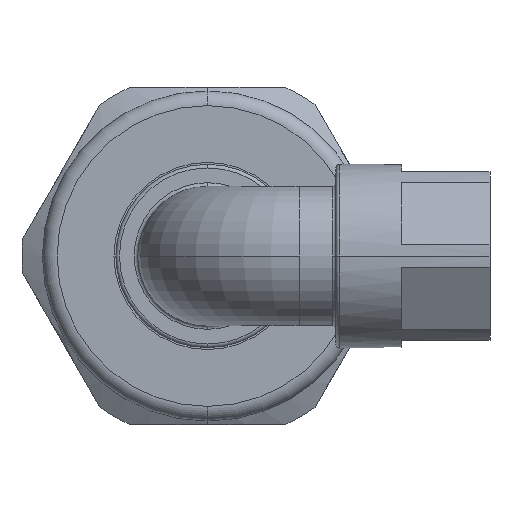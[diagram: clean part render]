
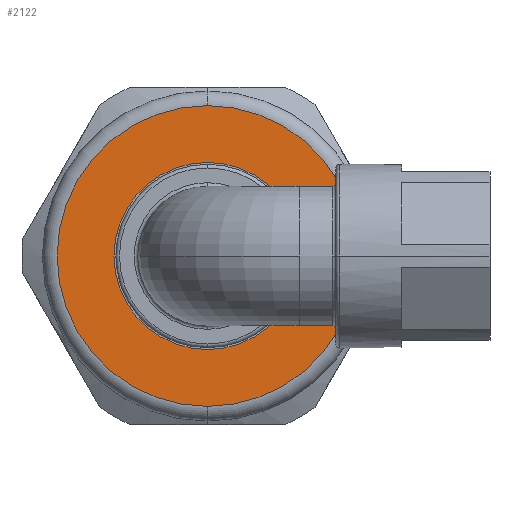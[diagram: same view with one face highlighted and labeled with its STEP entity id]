
A CAD part, left-side view. The second image highlights one B-rep face of the part: STEP entity #2122.
In plain terms, the highlighted planar face has unit normal (-1, 0, 0).
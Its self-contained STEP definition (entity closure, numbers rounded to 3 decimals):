
#26 = DIRECTION ( 'NONE',  ( -1., 0., 0. ) ) ;
#36 = CIRCLE ( 'NONE', #370, 12.75 ) ;
#153 = FACE_BOUND ( 'NONE', #530, .T. ) ;
#323 = ORIENTED_EDGE ( 'NONE', *, *, #707, .F. ) ;
#341 = EDGE_CURVE ( 'NONE', #588, #997, #2947, .T. ) ;
#370 = AXIS2_PLACEMENT_3D ( 'NONE', #2462, #1066, #2690 ) ;
#466 = DIRECTION ( 'NONE',  ( 1., 0., 0. ) ) ;
#530 = EDGE_LOOP ( 'NONE', ( #2524, #1560 ) ) ;
#562 = VERTEX_POINT ( 'NONE', #785 ) ;
#588 = VERTEX_POINT ( 'NONE', #993 ) ;
#634 = AXIS2_PLACEMENT_3D ( 'NONE', #844, #2471, #1079 ) ;
#671 = EDGE_CURVE ( 'NONE', #784, #562, #2764, .T. ) ;
#707 = EDGE_CURVE ( 'NONE', #997, #588, #1438, .T. ) ;
#784 = VERTEX_POINT ( 'NONE', #1100 ) ;
#785 = CARTESIAN_POINT ( 'NONE',  ( -6.13, 0., -12.75 ) ) ;
#844 = CARTESIAN_POINT ( 'NONE',  ( -6.13, 0., 0. ) ) ;
#993 = CARTESIAN_POINT ( 'NONE',  ( -6.13, 0., 20.5 ) ) ;
#997 = VERTEX_POINT ( 'NONE', #1392 ) ;
#1057 = CARTESIAN_POINT ( 'NONE',  ( -6.13, 0., 0. ) ) ;
#1066 = DIRECTION ( 'NONE',  ( 1., 0., 0. ) ) ;
#1079 = DIRECTION ( 'NONE',  ( 0., 0., -1. ) ) ;
#1100 = CARTESIAN_POINT ( 'NONE',  ( -6.13, 0., 12.75 ) ) ;
#1171 = ORIENTED_EDGE ( 'NONE', *, *, #341, .F. ) ;
#1310 = FACE_OUTER_BOUND ( 'NONE', #2149, .T. ) ;
#1392 = CARTESIAN_POINT ( 'NONE',  ( -6.13, 0., -20.5 ) ) ;
#1414 = DIRECTION ( 'NONE',  ( 0., 0., 1. ) ) ;
#1438 = CIRCLE ( 'NONE', #634, 20.5 ) ;
#1515 = DIRECTION ( 'NONE',  ( 0., 0., -1. ) ) ;
#1516 = AXIS2_PLACEMENT_3D ( 'NONE', #2094, #466, #1865 ) ;
#1560 = ORIENTED_EDGE ( 'NONE', *, *, #671, .T. ) ;
#1667 = PLANE ( 'NONE',  #2172 ) ;
#1865 = DIRECTION ( 'NONE',  ( 0., 0., -1. ) ) ;
#1976 = AXIS2_PLACEMENT_3D ( 'NONE', #1057, #2685, #1515 ) ;
#2094 = CARTESIAN_POINT ( 'NONE',  ( -6.13, 0., 0. ) ) ;
#2122 = ADVANCED_FACE ( 'NONE', ( #153, #1310 ), #1667, .T. ) ;
#2149 = EDGE_LOOP ( 'NONE', ( #323, #1171 ) ) ;
#2172 = AXIS2_PLACEMENT_3D ( 'NONE', #2840, #26, #1414 ) ;
#2462 = CARTESIAN_POINT ( 'NONE',  ( -6.13, 0., 0. ) ) ;
#2471 = DIRECTION ( 'NONE',  ( 1., 0., 0. ) ) ;
#2487 = EDGE_CURVE ( 'NONE', #562, #784, #36, .T. ) ;
#2524 = ORIENTED_EDGE ( 'NONE', *, *, #2487, .T. ) ;
#2685 = DIRECTION ( 'NONE',  ( 1., 0., 0. ) ) ;
#2690 = DIRECTION ( 'NONE',  ( 0., 0., -1. ) ) ;
#2764 = CIRCLE ( 'NONE', #1976, 12.75 ) ;
#2840 = CARTESIAN_POINT ( 'NONE',  ( -6.13, 0., 0. ) ) ;
#2947 = CIRCLE ( 'NONE', #1516, 20.5 ) ;
